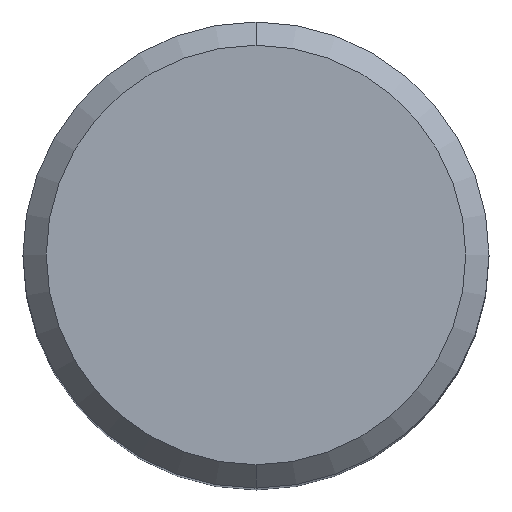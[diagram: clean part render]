
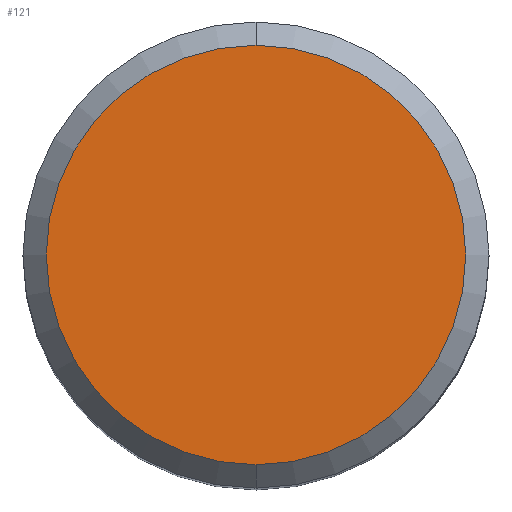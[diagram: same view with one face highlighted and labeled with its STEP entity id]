
A CAD part, top view. The second image highlights one B-rep face of the part: STEP entity #121.
In plain terms, the highlighted planar face has unit normal (0, 0, 1).
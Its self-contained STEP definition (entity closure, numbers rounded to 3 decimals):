
#113=EDGE_CURVE('',#117,#205,#265,.T.);
#117=VERTEX_POINT('',#270);
#121=ADVANCED_FACE('',(#275),#276,.T.);
#143=EDGE_CURVE('',#205,#117,#302,.T.);
#205=VERTEX_POINT('',#370);
#265=CIRCLE('',#430,9.0);
#270=CARTESIAN_POINT('',(0.0,9.0,0.));
#275=FACE_OUTER_BOUND('',#440,.T.);
#276=PLANE('',#441);
#302=CIRCLE('',#473,9.0);
#370=CARTESIAN_POINT('',(0.,-9.0,0.));
#430=AXIS2_PLACEMENT_3D('',#613,#614,#615);
#440=EDGE_LOOP('',(#632,#633));
#441=AXIS2_PLACEMENT_3D('',#634,#635,#636);
#473=AXIS2_PLACEMENT_3D('',#672,#673,#674);
#613=CARTESIAN_POINT('',(0.0,0.0,0.));
#614=DIRECTION('',(0.0,0.0,-1.0));
#615=DIRECTION('',(0.0,1.0,0.0));
#632=ORIENTED_EDGE('',*,*,#113,.F.);
#633=ORIENTED_EDGE('',*,*,#143,.F.);
#634=CARTESIAN_POINT('',(0.0,4.5,0.));
#635=DIRECTION('',(-0.0,0.0,1.0));
#636=DIRECTION('',(0.0,-1.0,0.0));
#672=CARTESIAN_POINT('',(0.0,0.0,0.));
#673=DIRECTION('',(0.0,0.0,-1.0));
#674=DIRECTION('',(0.0,1.0,0.0));
